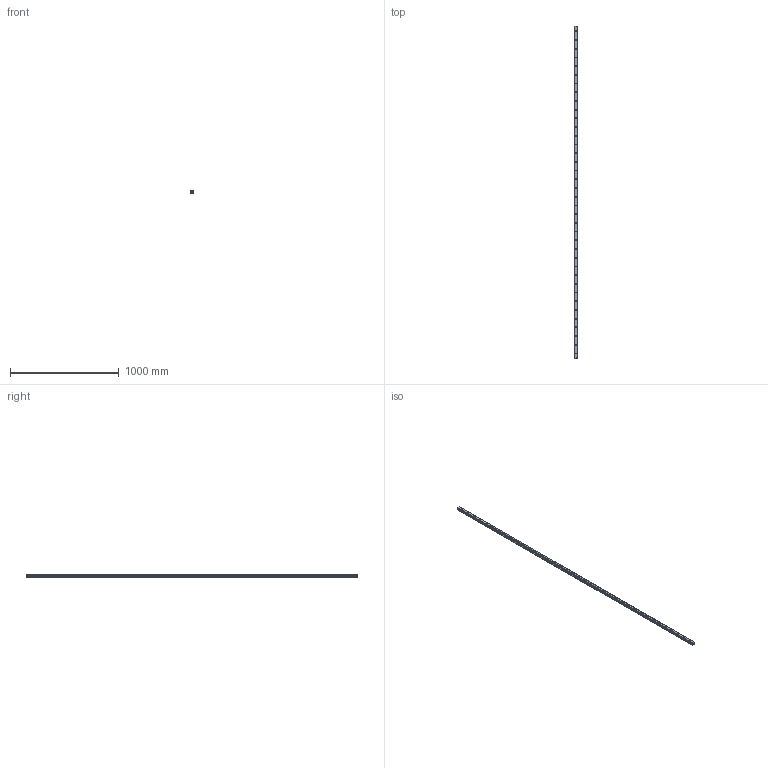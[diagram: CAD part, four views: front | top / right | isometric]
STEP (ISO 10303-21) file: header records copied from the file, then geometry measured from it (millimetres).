
FILE_DESCRIPTION(('STEP AP214'),'1');
FILE_NAME('cctmp_18898B02-C7F9-4B4E-941D-91ADD133F072_2020_6_30_9_19_57_649..stp','2020-06-30T07:19:57',('HIWIN GmbH'),('CADClick - www.CADClick.com'),'Spatial InterOp 3D',' ','unknown authorization');
FILE_SCHEMA(('AUTOMOTIVE_DESIGN'));
Length unit declared in the file: millimetre
Products named in the file (1): HGR30R3050H_FILE
Bounding box: 28 x 3050 x 26 mm (x, y, z)
Volume: 1774876.2 mm3; surface area: 377753.7 mm2
Topology: 1 solids, 1 shells, 457 faces, 1011 edges, 674 vertices
Faces by surface type: cylinder 250, plane 207
Entity records: 16505 total; most frequent: DIRECTION 2427, CARTESIAN_POINT 2143, ORIENTED_EDGE 2022, EDGE_CURVE 1011, AXIS2_PLACEMENT_3D 958, VERTEX_POINT 674, EDGE_LOOP 575, LINE 511
